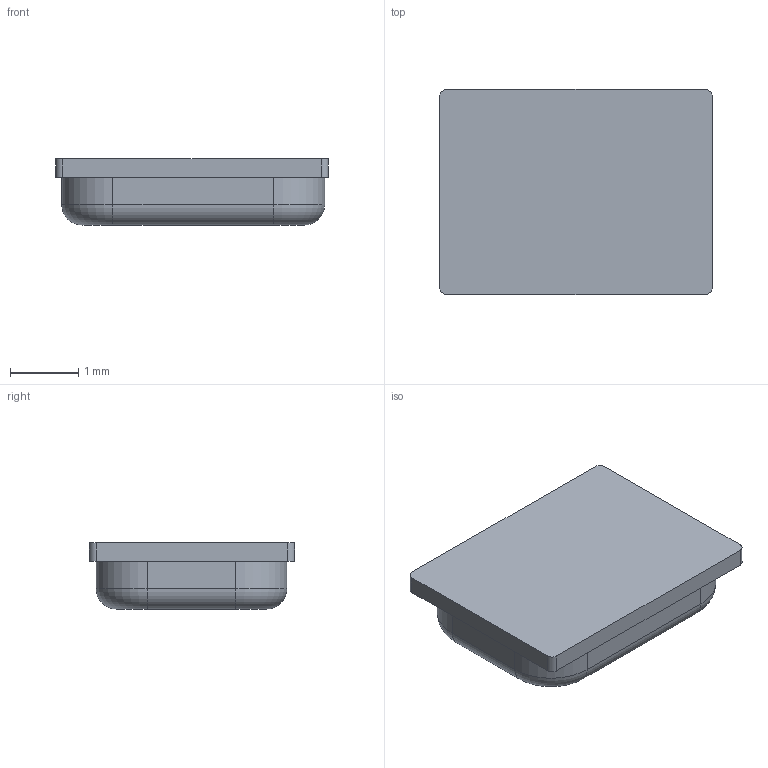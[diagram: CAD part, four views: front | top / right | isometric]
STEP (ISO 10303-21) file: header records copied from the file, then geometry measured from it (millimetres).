
FILE_DESCRIPTION(('FreeCAD Model'),'2;1');
FILE_NAME('ICS43432-SoundPressure.step','2018-04-16T15:11:02',( 'kicad StepUp'),('ksu MCAD'),'Open CASCADE STEP processor 7.1', 'FreeCAD','Unknown');
FILE_SCHEMA(('AUTOMOTIVE_DESIGN_CC2 { 1 2 10303 214 -1 1 5 4 }'));
Length unit declared in the file: millimetre
Products named in the file (1): ICS43432-SoundPressure
Bounding box: 4 x 3.01 x 0.97 mm (x, y, z)
Volume: 10.2 mm3; surface area: 34.6 mm2
Topology: 1 solids, 1 shells, 27 faces, 64 edges, 40 vertices
Faces by surface type: cylinder 12, plane 11, torus 4
Entity records: 983 total; most frequent: DIRECTION 148, CARTESIAN_POINT 132, ORIENTED_EDGE 128, EDGE_CURVE 64, AXIS2_PLACEMENT_3D 56, VERTEX_POINT 40, LINE 36, VECTOR 36
